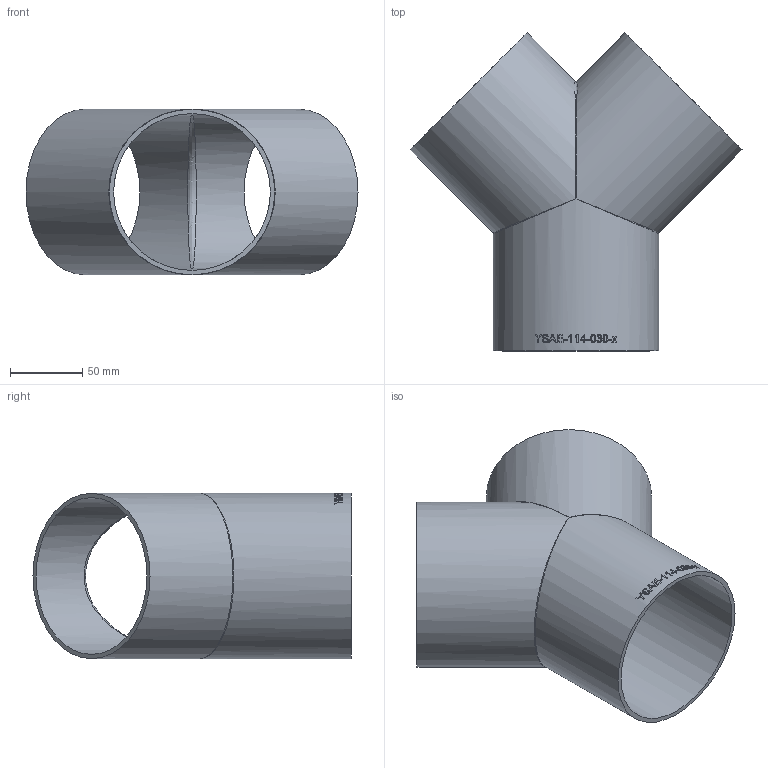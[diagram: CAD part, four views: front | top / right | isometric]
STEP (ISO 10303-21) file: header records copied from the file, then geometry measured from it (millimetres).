
FILE_DESCRIPTION (( 'STEP AP214' ), '1' );
FILE_NAME ('YSAE-114-030-x Y-Stück 2005.STEP', '2020-05-27T09:58:45', ( '' ), ( '' ), 'SwSTEP 2.0', 'SolidWorks 2019', '' );
FILE_SCHEMA (( 'AUTOMOTIVE_DESIGN' ));
Length unit declared in the file: millimetre
Products named in the file (1): YSAE-114-030-x Y-Stück 2005
Bounding box: 229.31 x 219.66 x 114.3 mm (x, y, z)
Volume: 262086.7 mm3; surface area: 177925.3 mm2
Topology: 1 solids, 1 shells, 177 faces, 475 edges, 304 vertices
Faces by surface type: bspline 88, plane 65, cylinder 24
Full cylindrical faces by diameter (mm): 108.3 x3, 114.3 x3
Entity records: 19860 total; most frequent: CARTESIAN_POINT 14550, ORIENTED_EDGE 900, EDGE_CURVE 450, DIRECTION 430, VERTEX_POINT 298, B_SPLINE_CURVE_WITH_KNOTS 266, EDGE_LOOP 204, FACE_OUTER_BOUND 183
